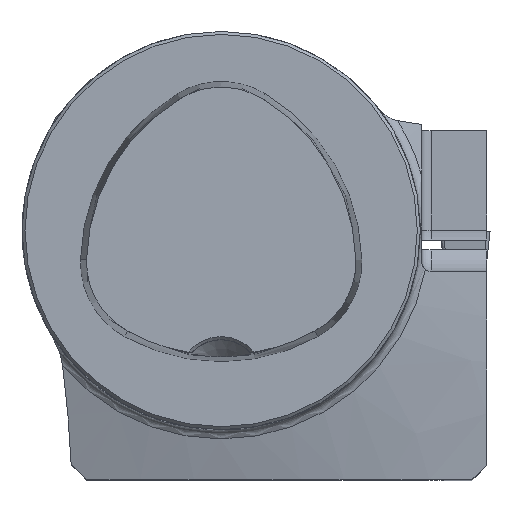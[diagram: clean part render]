
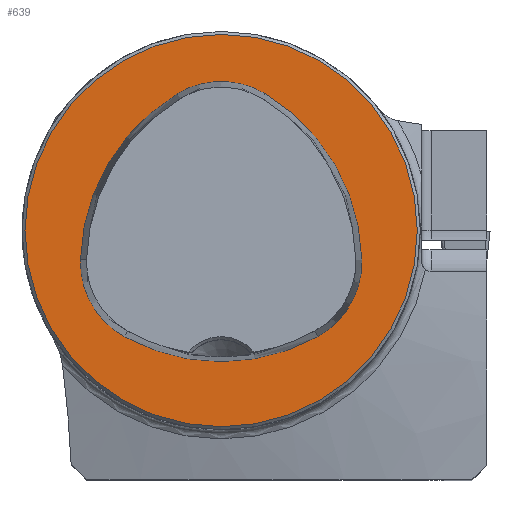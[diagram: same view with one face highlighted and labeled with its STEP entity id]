
A CAD part, top view. The second image highlights one B-rep face of the part: STEP entity #639.
In plain terms, the highlighted planar face has unit normal (0, 0, 1).
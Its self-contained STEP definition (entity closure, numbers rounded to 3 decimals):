
#110=FACE_BOUND('',#878,.T.);
#111=FACE_BOUND('',#879,.T.);
#176=PLANE('',#2320);
#639=ADVANCED_FACE('CU_FL_N1_SU_1',(#110,#111),#176,.T.);
#878=EDGE_LOOP('',(#1233,#1234,#1235,#1236,#1237,#1238));
#879=EDGE_LOOP('',(#1239));
#984=CIRCLE('',#2311,20.063);
#986=CIRCLE('',#2314,20.063);
#987=CIRCLE('',#2315,8.563);
#988=CIRCLE('',#2316,8.563);
#989=CIRCLE('',#2317,20.063);
#990=CIRCLE('',#2318,8.563);
#991=CIRCLE('',#2319,19.7);
#1233=ORIENTED_EDGE('',*,*,#2000,.F.);
#1234=ORIENTED_EDGE('',*,*,#2001,.F.);
#1235=ORIENTED_EDGE('',*,*,#1993,.F.);
#1236=ORIENTED_EDGE('',*,*,#2002,.F.);
#1237=ORIENTED_EDGE('',*,*,#2003,.F.);
#1238=ORIENTED_EDGE('',*,*,#2004,.F.);
#1239=ORIENTED_EDGE('',*,*,#2005,.T.);
#1757=VERTEX_POINT('',#3661);
#1758=VERTEX_POINT('',#3663);
#1764=VERTEX_POINT('',#3695);
#1765=VERTEX_POINT('',#3696);
#1766=VERTEX_POINT('',#3699);
#1767=VERTEX_POINT('',#3701);
#1768=VERTEX_POINT('',#3704);
#1993=EDGE_CURVE('',#1757,#1758,#984,.T.);
#2000=EDGE_CURVE('',#1764,#1765,#986,.T.);
#2001=EDGE_CURVE('',#1758,#1764,#987,.T.);
#2002=EDGE_CURVE('',#1766,#1757,#988,.T.);
#2003=EDGE_CURVE('',#1767,#1766,#989,.T.);
#2004=EDGE_CURVE('',#1765,#1767,#990,.T.);
#2005=EDGE_CURVE('',#1768,#1768,#991,.T.);
#2311=AXIS2_PLACEMENT_3D('',#3662,#2651,#2652);
#2314=AXIS2_PLACEMENT_3D('',#3694,#2658,#2659);
#2315=AXIS2_PLACEMENT_3D('',#3697,#2660,#2661);
#2316=AXIS2_PLACEMENT_3D('',#3698,#2662,#2663);
#2317=AXIS2_PLACEMENT_3D('',#3700,#2664,#2665);
#2318=AXIS2_PLACEMENT_3D('',#3702,#2666,#2667);
#2319=AXIS2_PLACEMENT_3D('',#3703,#2668,#2669);
#2320=AXIS2_PLACEMENT_3D('',#3705,#2670,#2671);
#2651=DIRECTION('',(0.,0.,1.));
#2652=DIRECTION('',(-1.,0.,0.));
#2658=DIRECTION('',(0.,0.,1.));
#2659=DIRECTION('',(-1.,0.,0.));
#2660=DIRECTION('',(0.,0.,1.));
#2661=DIRECTION('',(-1.,0.,0.));
#2662=DIRECTION('',(0.,0.,1.));
#2663=DIRECTION('',(-1.,0.,0.));
#2664=DIRECTION('',(0.,0.,1.));
#2665=DIRECTION('',(-1.,0.,0.));
#2666=DIRECTION('',(0.,0.,1.));
#2667=DIRECTION('',(-1.,0.,0.));
#2668=DIRECTION('',(0.,0.,1.));
#2669=DIRECTION('',(-1.,0.,0.));
#2670=DIRECTION('',(0.,0.,1.));
#2671=DIRECTION('',(-1.,0.,0.));
#3661=CARTESIAN_POINT('',(-9.704,-10.66,0.));
#3662=CARTESIAN_POINT('',(0.,6.9,0.));
#3663=CARTESIAN_POINT('',(9.704,-10.66,0.));
#3694=CARTESIAN_POINT('',(-5.934,-3.451,0.));
#3695=CARTESIAN_POINT('',(14.123,-2.953,0.));
#3696=CARTESIAN_POINT('',(4.418,13.735,0.));
#3697=CARTESIAN_POINT('',(5.562,-3.165,0.));
#3698=CARTESIAN_POINT('',(-5.562,-3.165,0.));
#3699=CARTESIAN_POINT('',(-14.123,-2.953,0.));
#3700=CARTESIAN_POINT('',(5.934,-3.451,0.));
#3701=CARTESIAN_POINT('',(-4.418,13.735,0.));
#3702=CARTESIAN_POINT('',(0.,6.4,0.));
#3703=CARTESIAN_POINT('',(0.,0.,0.));
#3704=CARTESIAN_POINT('',(-19.7,0.,0.));
#3705=CARTESIAN_POINT('',(0.,0.,0.));
